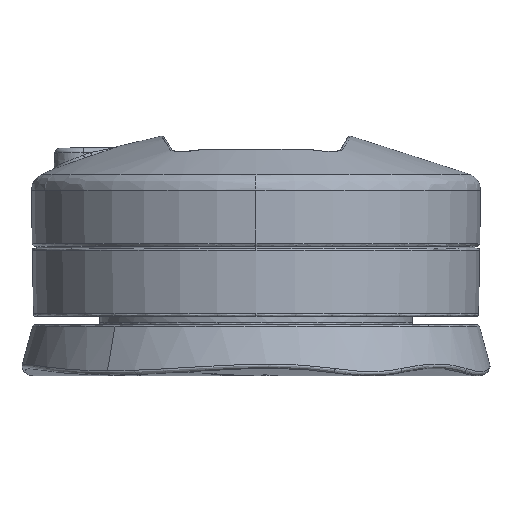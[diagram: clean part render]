
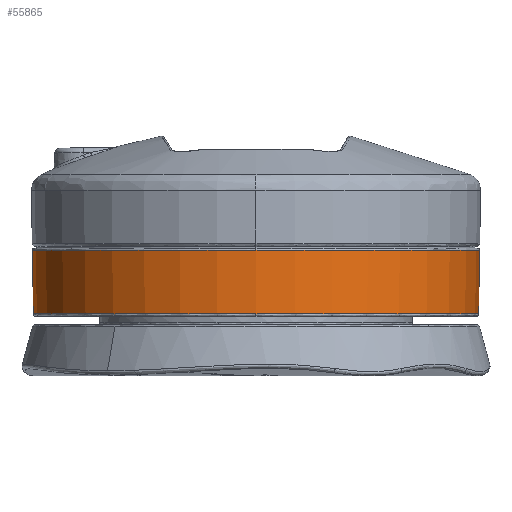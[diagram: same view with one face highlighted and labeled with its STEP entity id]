
A CAD part, left-side view. The second image highlights one B-rep face of the part: STEP entity #55865.
In plain terms, the highlighted conical face has half-angle 1 degrees and reference radius 65.663 mm.
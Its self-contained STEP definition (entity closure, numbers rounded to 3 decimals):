
#2371 = DIRECTION ( 'NONE',  ( 1., 0., 0. ) ) ;
#3936 = DIRECTION ( 'NONE',  ( 0., 0., -1. ) ) ;
#4007 = CARTESIAN_POINT ( 'NONE',  ( 15.914, 75.473, 112.862 ) ) ;
#6391 = DIRECTION ( 'NONE',  ( 0., 0., 1. ) ) ;
#10280 = CARTESIAN_POINT ( 'NONE',  ( 15.914, 9.81, 94.2 ) ) ;
#13743 = CIRCLE ( 'NONE', #48084, 65.338 ) ;
#14535 = DIRECTION ( 'NONE',  ( 0., 0., -1. ) ) ;
#15905 = DIRECTION ( 'NONE',  ( 0., 0., -1. ) ) ;
#16825 = ORIENTED_EDGE ( 'NONE', *, *, #73150, .T. ) ;
#20326 = EDGE_CURVE ( 'NONE', #66133, #51412, #65748, .T. ) ;
#24419 = EDGE_LOOP ( 'NONE', ( #70342, #58480, #57171, #36948, #16825, #28330 ) ) ;
#25539 = CIRCLE ( 'NONE', #31402, 65.663 ) ;
#28330 = ORIENTED_EDGE ( 'NONE', *, *, #20326, .T. ) ;
#28445 = CARTESIAN_POINT ( 'NONE',  ( 15.914, 75.148, 94.2 ) ) ;
#30244 = DIRECTION ( 'NONE',  ( 1., 0., 0. ) ) ;
#30575 = VECTOR ( 'NONE', #56161, 1000. ) ;
#30720 = CARTESIAN_POINT ( 'NONE',  ( -49.423, 9.81, 94.2 ) ) ;
#31402 = AXIS2_PLACEMENT_3D ( 'NONE', #63703, #15905, #39164 ) ;
#33581 = CARTESIAN_POINT ( 'NONE',  ( 15.914, 75.473, 112.862 ) ) ;
#34473 = DIRECTION ( 'NONE',  ( 0., 0.017, 1. ) ) ;
#36948 = ORIENTED_EDGE ( 'NONE', *, *, #40461, .T. ) ;
#39164 = DIRECTION ( 'NONE',  ( -1., 0., 0. ) ) ;
#39296 = AXIS2_PLACEMENT_3D ( 'NONE', #10280, #96758, #2371 ) ;
#40461 = EDGE_CURVE ( 'NONE', #87436, #67537, #61166, .T. ) ;
#45207 = VERTEX_POINT ( 'NONE', #30720 ) ;
#48084 = AXIS2_PLACEMENT_3D ( 'NONE', #92787, #14535, #30244 ) ;
#51412 = VERTEX_POINT ( 'NONE', #33581 ) ;
#52947 = LINE ( 'NONE', #4007, #90829 ) ;
#53713 = CARTESIAN_POINT ( 'NONE',  ( 15.914, -55.527, 94.2 ) ) ;
#54950 = EDGE_CURVE ( 'NONE', #83511, #51412, #52947, .T. ) ;
#55263 = FACE_OUTER_BOUND ( 'NONE', #24419, .T. ) ;
#55865 = ADVANCED_FACE ( 'NONE', ( #55263 ), #88325, .T. ) ;
#56161 = DIRECTION ( 'NONE',  ( 0., -0.017, 1. ) ) ;
#57171 = ORIENTED_EDGE ( 'NONE', *, *, #81523, .F. ) ;
#57361 = CARTESIAN_POINT ( 'NONE',  ( -49.749, 9.81, 112.862 ) ) ;
#58480 = ORIENTED_EDGE ( 'NONE', *, *, #97229, .F. ) ;
#61166 = LINE ( 'NONE', #72940, #30575 ) ;
#63703 = CARTESIAN_POINT ( 'NONE',  ( 15.914, 9.81, 112.862 ) ) ;
#65748 = CIRCLE ( 'NONE', #99799, 65.663 ) ;
#66133 = VERTEX_POINT ( 'NONE', #57361 ) ;
#67537 = VERTEX_POINT ( 'NONE', #90149 ) ;
#69603 = DIRECTION ( 'NONE',  ( 0., -1., 0. ) ) ;
#70342 = ORIENTED_EDGE ( 'NONE', *, *, #54950, .F. ) ;
#72940 = CARTESIAN_POINT ( 'NONE',  ( 15.914, -55.853, 112.862 ) ) ;
#73050 = AXIS2_PLACEMENT_3D ( 'NONE', #76482, #6391, #69603 ) ;
#73150 = EDGE_CURVE ( 'NONE', #67537, #66133, #25539, .T. ) ;
#76482 = CARTESIAN_POINT ( 'NONE',  ( 15.914, 9.81, 112.862 ) ) ;
#81514 = CARTESIAN_POINT ( 'NONE',  ( 15.914, 9.81, 112.862 ) ) ;
#81523 = EDGE_CURVE ( 'NONE', #87436, #45207, #93533, .T. ) ;
#83511 = VERTEX_POINT ( 'NONE', #28445 ) ;
#87436 = VERTEX_POINT ( 'NONE', #53713 ) ;
#88325 = CONICAL_SURFACE ( 'NONE', #73050, 65.663, 0.017 ) ;
#90149 = CARTESIAN_POINT ( 'NONE',  ( 15.914, -55.853, 112.862 ) ) ;
#90829 = VECTOR ( 'NONE', #34473, 1000. ) ;
#92787 = CARTESIAN_POINT ( 'NONE',  ( 15.914, 9.81, 94.2 ) ) ;
#93533 = CIRCLE ( 'NONE', #39296, 65.338 ) ;
#96587 = DIRECTION ( 'NONE',  ( -1., 0., 0. ) ) ;
#96758 = DIRECTION ( 'NONE',  ( 0., 0., -1. ) ) ;
#97229 = EDGE_CURVE ( 'NONE', #45207, #83511, #13743, .T. ) ;
#99799 = AXIS2_PLACEMENT_3D ( 'NONE', #81514, #3936, #96587 ) ;
